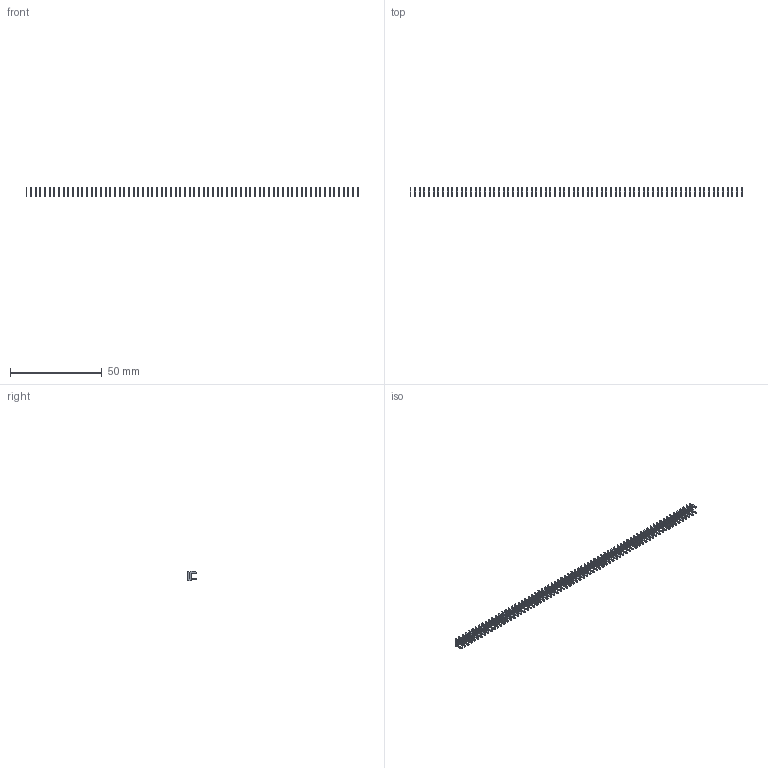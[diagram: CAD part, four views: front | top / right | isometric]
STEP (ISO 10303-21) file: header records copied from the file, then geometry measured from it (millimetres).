
FILE_DESCRIPTION (( 'STEP AP203' ), '1' );
FILE_NAME ('105-072-208-100.STEP', '2020-04-08T01:03:36', ( '' ), ( '' ), 'SwSTEP 2.0', 'SolidWorks 2016', '' );
FILE_SCHEMA (( 'CONFIG_CONTROL_DESIGN' ));
Length unit declared in the file: inch
Products named in the file (2): 105-072-208-100; 100-290-001_100-290-208
Assembly tree (72 placements, depth 2):
  105-072-208-100
    100-290-001_100-290-208  x72
Bounding box: 180.85 x 4.83 x 5.17 mm (x, y, z)
Volume: 495.4 mm3; surface area: 3059.7 mm2
Topology: 72 solids, 72 shells, 1800 faces, 4968 edges, 3312 vertices
Faces by surface type: plane 1584, cylinder 216
Entity records: 3261 total; most frequent: DIRECTION 275, CARTESIAN_POINT 215, COORDINATED_UNIVERSAL_TIME_OFFSET 154, LOCAL_TIME 154, DATE_AND_TIME 154, CALENDAR_DATE 154, ORIENTED_EDGE 138, AXIS2_PLACEMENT_3D 106
